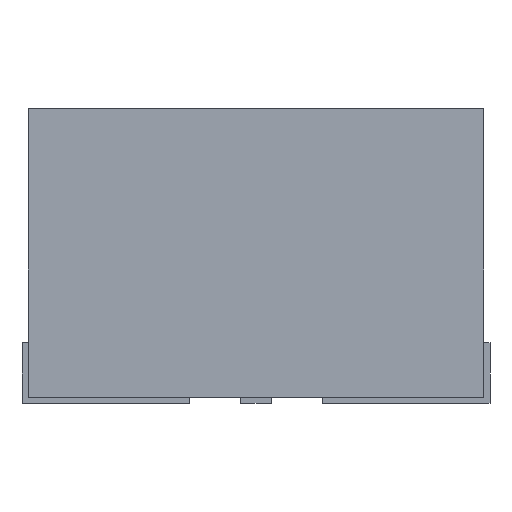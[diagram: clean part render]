
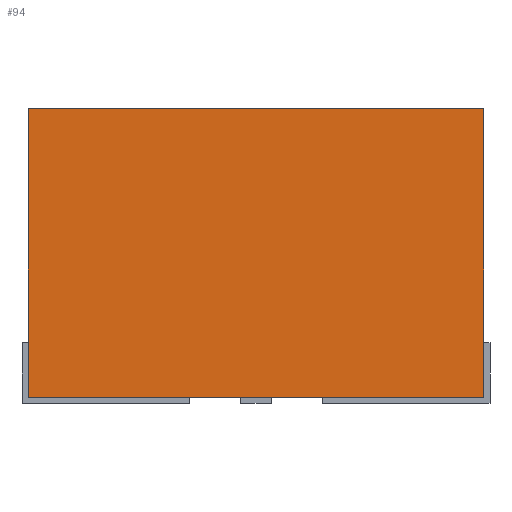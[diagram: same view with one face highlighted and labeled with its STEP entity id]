
A CAD part, front view. The second image highlights one B-rep face of the part: STEP entity #94.
In plain terms, the highlighted planar face has unit normal (0, -1, 0).
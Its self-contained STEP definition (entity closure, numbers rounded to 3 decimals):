
#13=DIRECTION('',(0.,0.,1.));
#14=DIRECTION('',(1.,0.,0.));
#70=EDGE_CURVE('',#71,#73,#75,.T.);
#71=VERTEX_POINT('',#72);
#72=CARTESIAN_POINT('',(-0.75,-1.5,0.02));
#73=VERTEX_POINT('',#74);
#74=CARTESIAN_POINT('',(-0.75,-1.5,0.97));
#75=LINE('',#72,#76);
#76=VECTOR('',#13,1.);
#83=DIRECTION('',(0.,1.,0.));
#94=ADVANCED_FACE('',(#95),#112,.F.);
#95=FACE_BOUND('',#96,.F.);
#96=EDGE_LOOP('',(#97,#103,#104,#109));
#97=ORIENTED_EDGE('',*,*,#98,.F.);
#98=EDGE_CURVE('',#71,#99,#101,.T.);
#99=VERTEX_POINT('',#100);
#100=CARTESIAN_POINT('',(0.75,-1.5,0.02));
#101=LINE('',#72,#102);
#102=VECTOR('',#14,1.);
#103=ORIENTED_EDGE('',*,*,#70,.T.);
#104=ORIENTED_EDGE('',*,*,#105,.T.);
#105=EDGE_CURVE('',#73,#106,#108,.T.);
#106=VERTEX_POINT('',#107);
#107=CARTESIAN_POINT('',(0.75,-1.5,0.97));
#108=LINE('',#74,#102);
#109=ORIENTED_EDGE('',*,*,#110,.F.);
#110=EDGE_CURVE('',#99,#106,#111,.T.);
#111=LINE('',#100,#76);
#112=PLANE('',#113);
#113=AXIS2_PLACEMENT_3D('',#72,#83,#13);
